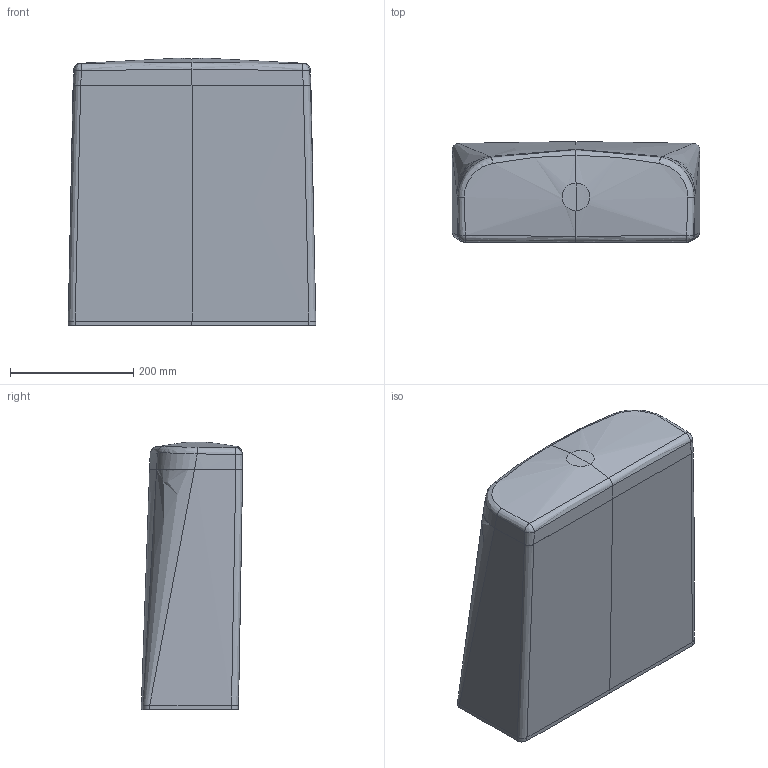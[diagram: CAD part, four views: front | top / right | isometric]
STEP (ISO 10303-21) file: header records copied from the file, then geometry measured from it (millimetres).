
FILE_DESCRIPTION(/* description */ (''),/* implementation_level */ '2;1');
FILE_NAME(/* name */ 'ZB_Urban_Harmony_Round_NEW.stp',/* time_stamp */ '2019-04-24T08:01:10+02:00',/* author */ (''),/* organization */ (''),/* preprocessor_version */ 'ST-DEVELOPER v15',/* originating_system */ 'SIEMENS PLM Software NX 9.0',/* authorisation */ '');
FILE_SCHEMA (('AUTOMOTIVE_DESIGN { 1 0 10303 214 3 1 1 1 }'));
Products named in the file (1): asta1D30D315gb1w
Bounding box: 401.12 x 164.01 x 433.61 mm (x, y, z)
Volume: 7043136.9 mm3; surface area: 1111668 mm2
Topology: 3 solids, 3 shells, 531 faces, 1237 edges, 699 vertices
Faces by surface type: bspline 378, plane 48, torus 44, cylinder 24, cone 19, sphere 16, extrusion 2
Entity records: 42770 total; most frequent: CARTESIAN_POINT 33730, ORIENTED_EDGE 2422, EDGE_CURVE 1211, DIRECTION 1037, B_SPLINE_CURVE_WITH_KNOTS 783, VERTEX_POINT 698, EDGE_LOOP 545, ADVANCED_FACE 531
